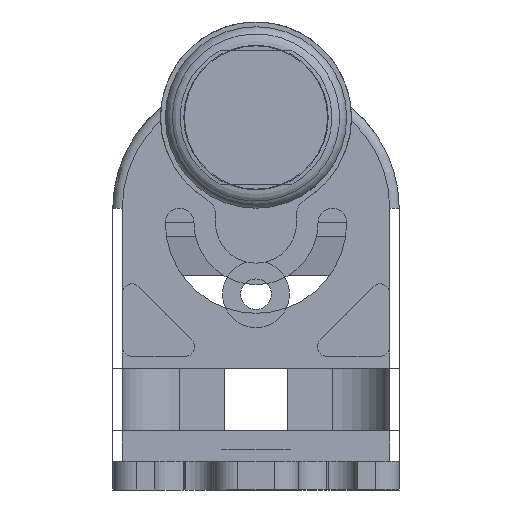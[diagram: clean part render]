
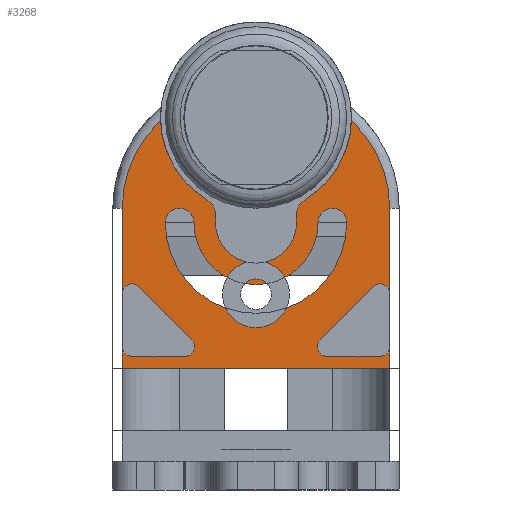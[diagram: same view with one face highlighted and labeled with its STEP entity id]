
A CAD part, front view. The second image highlights one B-rep face of the part: STEP entity #3268.
In plain terms, the highlighted planar face has unit normal (0, -1, 0).
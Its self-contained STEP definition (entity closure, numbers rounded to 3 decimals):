
#29=PLANE('',#3450);
#109=FACE_BOUND('',#964,.T.);
#167=LINE('',#4915,#516);
#171=LINE('',#4927,#520);
#172=LINE('',#4931,#521);
#173=LINE('',#4935,#522);
#174=LINE('',#4938,#523);
#175=LINE('',#4940,#524);
#176=LINE('',#4944,#525);
#177=LINE('',#4948,#526);
#178=LINE('',#4951,#527);
#516=VECTOR('',#3866,28.);
#520=VECTOR('',#3876,8.91);
#521=VECTOR('',#3879,7.905);
#522=VECTOR('',#3882,5.59);
#523=VECTOR('',#3885,2.3);
#524=VECTOR('',#3886,2.3);
#525=VECTOR('',#3889,5.59);
#526=VECTOR('',#3892,7.905);
#527=VECTOR('',#3895,8.91);
#832=FACE_OUTER_BOUND('',#963,.T.);
#963=EDGE_LOOP('',(#2363,#2364,#2365,#2366,#2367,#2368,#2369,#2370,#2371,
#2372,#2373,#2374,#2375,#2376,#2377,#2378,#2379,#2380,#2381,#2382,#2383,
#2384));
#964=EDGE_LOOP('',(#2385,#2386,#2387,#2388));
#1094=CIRCLE('',#3414,2.);
#1097=CIRCLE('',#3418,4.25);
#1098=CIRCLE('',#3420,2.);
#1100=CIRCLE('',#3423,10.);
#1102=CIRCLE('',#3425,10.);
#1113=CIRCLE('',#3443,12.5);
#1118=CIRCLE('',#3451,12.5);
#1119=CIRCLE('',#3452,1.);
#1120=CIRCLE('',#3453,1.);
#1121=CIRCLE('',#3454,1.);
#1122=CIRCLE('',#3455,1.);
#1123=CIRCLE('',#3456,1.);
#1124=CIRCLE('',#3457,1.);
#1125=CIRCLE('',#3458,1.5);
#1126=CIRCLE('',#3459,6.5);
#1127=CIRCLE('',#3460,1.5);
#1128=CIRCLE('',#3461,9.5);
#1295=VERTEX_POINT('',#4757);
#1296=VERTEX_POINT('',#4758);
#1300=VERTEX_POINT('',#4768);
#1301=VERTEX_POINT('',#4772);
#1303=VERTEX_POINT('',#4778);
#1308=VERTEX_POINT('',#4799);
#1336=VERTEX_POINT('',#4879);
#1349=VERTEX_POINT('',#4912);
#1350=VERTEX_POINT('',#4914);
#1354=VERTEX_POINT('',#4924);
#1355=VERTEX_POINT('',#4926);
#1356=VERTEX_POINT('',#4928);
#1357=VERTEX_POINT('',#4930);
#1358=VERTEX_POINT('',#4932);
#1359=VERTEX_POINT('',#4934);
#1360=VERTEX_POINT('',#4936);
#1361=VERTEX_POINT('',#4939);
#1362=VERTEX_POINT('',#4941);
#1363=VERTEX_POINT('',#4943);
#1364=VERTEX_POINT('',#4945);
#1365=VERTEX_POINT('',#4947);
#1366=VERTEX_POINT('',#4949);
#1367=VERTEX_POINT('',#4952);
#1368=VERTEX_POINT('',#4953);
#1369=VERTEX_POINT('',#4955);
#1370=VERTEX_POINT('',#4957);
#1711=EDGE_CURVE('',#1295,#1296,#1094,.T.);
#1717=EDGE_CURVE('',#1296,#1300,#1097,.T.);
#1718=EDGE_CURVE('',#1300,#1301,#1098,.T.);
#1721=EDGE_CURVE('',#1303,#1295,#1100,.T.);
#1727=EDGE_CURVE('',#1301,#1308,#1102,.T.);
#1760=EDGE_CURVE('',#1303,#1336,#1113,.T.);
#1779=EDGE_CURVE('',#1350,#1349,#167,.T.);
#1784=EDGE_CURVE('',#1354,#1308,#1118,.T.);
#1785=EDGE_CURVE('',#1355,#1354,#171,.T.);
#1786=EDGE_CURVE('',#1355,#1356,#1119,.T.);
#1787=EDGE_CURVE('',#1356,#1357,#172,.T.);
#1788=EDGE_CURVE('',#1357,#1358,#1120,.T.);
#1789=EDGE_CURVE('',#1358,#1359,#173,.T.);
#1790=EDGE_CURVE('',#1359,#1360,#1121,.T.);
#1791=EDGE_CURVE('',#1350,#1360,#174,.T.);
#1792=EDGE_CURVE('',#1361,#1349,#175,.T.);
#1793=EDGE_CURVE('',#1361,#1362,#1122,.T.);
#1794=EDGE_CURVE('',#1362,#1363,#176,.T.);
#1795=EDGE_CURVE('',#1363,#1364,#1123,.T.);
#1796=EDGE_CURVE('',#1364,#1365,#177,.T.);
#1797=EDGE_CURVE('',#1365,#1366,#1124,.T.);
#1798=EDGE_CURVE('',#1336,#1366,#178,.T.);
#1799=EDGE_CURVE('',#1367,#1368,#1125,.T.);
#1800=EDGE_CURVE('',#1368,#1369,#1126,.T.);
#1801=EDGE_CURVE('',#1369,#1370,#1127,.T.);
#1802=EDGE_CURVE('',#1370,#1367,#1128,.T.);
#2363=ORIENTED_EDGE('',*,*,#1711,.T.);
#2364=ORIENTED_EDGE('',*,*,#1717,.T.);
#2365=ORIENTED_EDGE('',*,*,#1718,.T.);
#2366=ORIENTED_EDGE('',*,*,#1727,.T.);
#2367=ORIENTED_EDGE('',*,*,#1784,.F.);
#2368=ORIENTED_EDGE('',*,*,#1785,.F.);
#2369=ORIENTED_EDGE('',*,*,#1786,.T.);
#2370=ORIENTED_EDGE('',*,*,#1787,.T.);
#2371=ORIENTED_EDGE('',*,*,#1788,.T.);
#2372=ORIENTED_EDGE('',*,*,#1789,.T.);
#2373=ORIENTED_EDGE('',*,*,#1790,.T.);
#2374=ORIENTED_EDGE('',*,*,#1791,.F.);
#2375=ORIENTED_EDGE('',*,*,#1779,.T.);
#2376=ORIENTED_EDGE('',*,*,#1792,.F.);
#2377=ORIENTED_EDGE('',*,*,#1793,.T.);
#2378=ORIENTED_EDGE('',*,*,#1794,.T.);
#2379=ORIENTED_EDGE('',*,*,#1795,.T.);
#2380=ORIENTED_EDGE('',*,*,#1796,.T.);
#2381=ORIENTED_EDGE('',*,*,#1797,.T.);
#2382=ORIENTED_EDGE('',*,*,#1798,.F.);
#2383=ORIENTED_EDGE('',*,*,#1760,.F.);
#2384=ORIENTED_EDGE('',*,*,#1721,.T.);
#2385=ORIENTED_EDGE('',*,*,#1799,.T.);
#2386=ORIENTED_EDGE('',*,*,#1800,.T.);
#2387=ORIENTED_EDGE('',*,*,#1801,.T.);
#2388=ORIENTED_EDGE('',*,*,#1802,.T.);
#3268=ADVANCED_FACE('',(#832,#109),#29,.T.);
#3414=AXIS2_PLACEMENT_3D('',#4759,#3753,#3754);
#3418=AXIS2_PLACEMENT_3D('',#4770,#3764,#3765);
#3420=AXIS2_PLACEMENT_3D('',#4773,#3768,#3769);
#3423=AXIS2_PLACEMENT_3D('',#4779,#3775,#3776);
#3425=AXIS2_PLACEMENT_3D('',#4812,#3781,#3782);
#3443=AXIS2_PLACEMENT_3D('',#4880,#3839,#3840);
#3450=AXIS2_PLACEMENT_3D('',#4923,#3872,#3873);
#3451=AXIS2_PLACEMENT_3D('',#4925,#3874,#3875);
#3452=AXIS2_PLACEMENT_3D('',#4929,#3877,#3878);
#3453=AXIS2_PLACEMENT_3D('',#4933,#3880,#3881);
#3454=AXIS2_PLACEMENT_3D('',#4937,#3883,#3884);
#3455=AXIS2_PLACEMENT_3D('',#4942,#3887,#3888);
#3456=AXIS2_PLACEMENT_3D('',#4946,#3890,#3891);
#3457=AXIS2_PLACEMENT_3D('',#4950,#3893,#3894);
#3458=AXIS2_PLACEMENT_3D('',#4954,#3896,#3897);
#3459=AXIS2_PLACEMENT_3D('',#4956,#3898,#3899);
#3460=AXIS2_PLACEMENT_3D('',#4958,#3900,#3901);
#3461=AXIS2_PLACEMENT_3D('',#4959,#3902,#3903);
#3753=DIRECTION('center_axis',(0.,-1.,0.));
#3754=DIRECTION('ref_axis',(-0.898,0.,0.439));
#3764=DIRECTION('center_axis',(0.,1.,0.));
#3765=DIRECTION('ref_axis',(-0.744,0.,0.668));
#3768=DIRECTION('center_axis',(0.,-1.,0.));
#3769=DIRECTION('ref_axis',(0.898,0.,0.439));
#3775=DIRECTION('center_axis',(0.,1.,0.));
#3776=DIRECTION('ref_axis',(-1.,0.,0.));
#3781=DIRECTION('center_axis',(0.,1.,0.));
#3782=DIRECTION('ref_axis',(-1.,0.,0.));
#3839=DIRECTION('center_axis',(0.,1.,0.));
#3840=DIRECTION('ref_axis',(0.902,0.,0.433));
#3866=DIRECTION('',(1.,0.,0.));
#3872=DIRECTION('center_axis',(0.,-1.,0.));
#3873=DIRECTION('ref_axis',(1.,0.,0.));
#3874=DIRECTION('center_axis',(0.,1.,0.));
#3875=DIRECTION('ref_axis',(-0.902,0.,0.433));
#3876=DIRECTION('',(0.,0.,1.));
#3877=DIRECTION('center_axis',(0.,1.,0.));
#3878=DIRECTION('ref_axis',(-0.707,0.,-0.707));
#3879=DIRECTION('',(0.707,0.,-0.707));
#3880=DIRECTION('center_axis',(0.,1.,0.));
#3881=DIRECTION('ref_axis',(0.,0.,1.));
#3882=DIRECTION('',(-1.,0.,0.));
#3883=DIRECTION('center_axis',(0.,1.,0.));
#3884=DIRECTION('ref_axis',(1.,0.,0.));
#3885=DIRECTION('',(0.,0.,1.));
#3886=DIRECTION('',(0.,0.,-1.));
#3887=DIRECTION('center_axis',(0.,1.,0.));
#3888=DIRECTION('ref_axis',(0.,0.,-1.));
#3889=DIRECTION('',(-1.,0.,0.));
#3890=DIRECTION('center_axis',(0.,1.,0.));
#3891=DIRECTION('ref_axis',(-0.707,0.,0.707));
#3892=DIRECTION('',(0.707,0.,0.707));
#3893=DIRECTION('center_axis',(0.,1.,0.));
#3894=DIRECTION('ref_axis',(1.,0.,0.));
#3895=DIRECTION('',(0.,0.,-1.));
#3896=DIRECTION('center_axis',(0.,1.,0.));
#3897=DIRECTION('ref_axis',(-1.,0.,0.));
#3898=DIRECTION('center_axis',(0.,-1.,0.));
#3899=DIRECTION('ref_axis',(-1.,0.,0.));
#3900=DIRECTION('center_axis',(0.,1.,0.));
#3901=DIRECTION('ref_axis',(-1.,0.,0.));
#3902=DIRECTION('center_axis',(0.,1.,0.));
#3903=DIRECTION('ref_axis',(1.,0.,0.));
#4757=CARTESIAN_POINT('',(5.173,-20.,30.442));
#4758=CARTESIAN_POINT('',(4.221,-20.,28.496));
#4759=CARTESIAN_POINT('Origin',(6.207,-20.,28.73));
#4768=CARTESIAN_POINT('',(-4.221,-20.,28.496));
#4770=CARTESIAN_POINT('Origin',(0.,-20.,28.));
#4772=CARTESIAN_POINT('',(-5.173,-20.,30.442));
#4773=CARTESIAN_POINT('Origin',(-6.207,-20.,28.73));
#4778=CARTESIAN_POINT('',(9.995,-20.,38.67));
#4779=CARTESIAN_POINT('Origin',(0.,-20.,39.));
#4799=CARTESIAN_POINT('',(-9.995,-20.,38.67));
#4812=CARTESIAN_POINT('Origin',(0.,-20.,39.));
#4879=CARTESIAN_POINT('',(14.,-20.,29.5));
#4880=CARTESIAN_POINT('Origin',(1.5,-20.,29.5));
#4912=CARTESIAN_POINT('',(14.,-20.,12.7));
#4914=CARTESIAN_POINT('',(-14.,-20.,12.7));
#4915=CARTESIAN_POINT('',(0.,-20.,12.7));
#4923=CARTESIAN_POINT('Origin',(0.,-20.,39.));
#4924=CARTESIAN_POINT('',(-14.,-20.,29.5));
#4925=CARTESIAN_POINT('Origin',(-1.5,-20.,29.5));
#4926=CARTESIAN_POINT('',(-14.,-20.,20.59));
#4927=CARTESIAN_POINT('',(-14.,-20.,34.25));
#4928=CARTESIAN_POINT('',(-12.293,-20.,21.297));
#4929=CARTESIAN_POINT('Origin',(-13.,-20.,20.59));
#4930=CARTESIAN_POINT('',(-6.703,-20.,15.707));
#4931=CARTESIAN_POINT('',(-13.645,-20.,22.65));
#4932=CARTESIAN_POINT('',(-7.41,-20.,14.));
#4933=CARTESIAN_POINT('Origin',(-7.41,-20.,15.));
#4934=CARTESIAN_POINT('',(-13.,-20.,14.));
#4935=CARTESIAN_POINT('',(-3.705,-20.,14.));
#4936=CARTESIAN_POINT('',(-14.,-20.,15.));
#4937=CARTESIAN_POINT('Origin',(-13.,-20.,15.));
#4938=CARTESIAN_POINT('',(-14.,-20.,34.25));
#4939=CARTESIAN_POINT('',(14.,-20.,15.));
#4940=CARTESIAN_POINT('',(14.,-20.,19.5));
#4941=CARTESIAN_POINT('',(13.,-20.,14.));
#4942=CARTESIAN_POINT('Origin',(13.,-20.,15.));
#4943=CARTESIAN_POINT('',(7.41,-20.,14.));
#4944=CARTESIAN_POINT('',(6.5,-20.,14.));
#4945=CARTESIAN_POINT('',(6.703,-20.,15.707));
#4946=CARTESIAN_POINT('Origin',(7.41,-20.,15.));
#4947=CARTESIAN_POINT('',(12.293,-20.,21.297));
#4948=CARTESIAN_POINT('',(10.85,-20.,19.855));
#4949=CARTESIAN_POINT('',(14.,-20.,20.59));
#4950=CARTESIAN_POINT('Origin',(13.,-20.,20.59));
#4951=CARTESIAN_POINT('',(14.,-20.,19.5));
#4952=CARTESIAN_POINT('',(-9.5,-20.,28.));
#4953=CARTESIAN_POINT('',(-6.5,-20.,28.));
#4954=CARTESIAN_POINT('Origin',(-8.,-20.,28.));
#4955=CARTESIAN_POINT('',(6.5,-20.,28.));
#4956=CARTESIAN_POINT('Origin',(0.,-20.,28.));
#4957=CARTESIAN_POINT('',(9.5,-20.,28.));
#4958=CARTESIAN_POINT('Origin',(8.,-20.,28.));
#4959=CARTESIAN_POINT('Origin',(0.,-20.,28.));
